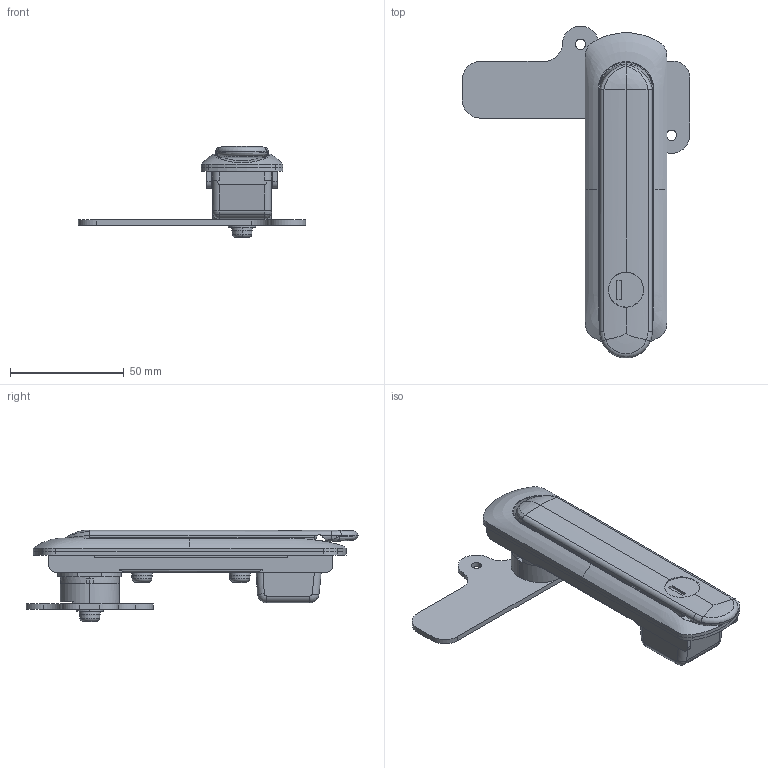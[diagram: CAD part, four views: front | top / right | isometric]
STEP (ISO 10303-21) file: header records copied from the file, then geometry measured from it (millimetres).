
FILE_DESCRIPTION (( 'STEP AP203' ), '1' );
FILE_NAME ('A-464-F-1-1-R-TAK60.STEP', '2021-06-14T05:13:04', ( '' ), ( '' ), 'SwSTEP 2.0', 'SolidWorks 2018', '' );
FILE_SCHEMA (( 'CONFIG_CONTROL_DESIGN' ));
Length unit declared in the file: millimetre
Products named in the file (10): A-464-F-1-1-本体; A-464-F-1-1-R-TAK60; A-464-F-1-1-パッキン; A-464-F-1-1-止め金; A-464-F-1-1-ハンドル; A-464-F-1-1-ロータリーシャフト; A-464-F-1-1-ワッシャ; A-464-F-1-1-ストッパー; A-464-F-1-1-M5儃儖僩; A-464-F-1-1-取付板
Assembly tree (11 placements, depth 2):
  A-464-F-1-1-R-TAK60
    A-464-F-1-1-本体
    A-464-F-1-1-ハンドル
    A-464-F-1-1-ロータリーシャフト
    A-464-F-1-1-ストッパー
    A-464-F-1-1-止め金
    A-464-F-1-1-ワッシャ
    A-464-F-1-1-M5儃儖僩  x3
    A-464-F-1-1-取付板
    A-464-F-1-1-パッキン
Bounding box: 100 x 146 x 40.41 mm (x, y, z)
Volume: 75219.8 mm3; surface area: 53189.2 mm2
Topology: 12 solids, 12 shells, 508 faces, 1350 edges, 876 vertices
Faces by surface type: plane 227, cylinder 200, bspline 29, cone 26, torus 20, sphere 6
Entity records: 17802 total; most frequent: CARTESIAN_POINT 5719, ORIENTED_EDGE 2356, DIRECTION 2242, EDGE_CURVE 1178, AXIS2_PLACEMENT_3D 821, VERTEX_POINT 772, LINE 600, VECTOR 600
